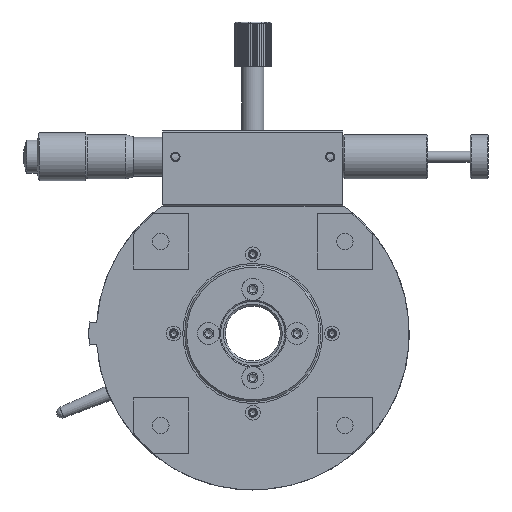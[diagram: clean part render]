
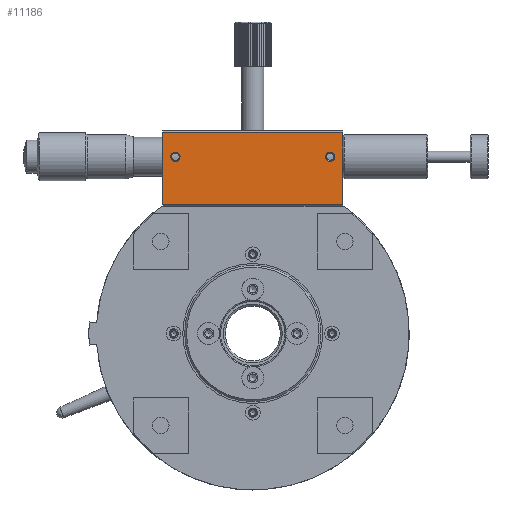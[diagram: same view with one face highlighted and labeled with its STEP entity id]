
A CAD part, front view. The second image highlights one B-rep face of the part: STEP entity #11186.
In plain terms, the highlighted planar face has unit normal (0, -1, 0).
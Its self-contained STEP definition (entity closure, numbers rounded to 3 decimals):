
#92 = CARTESIAN_POINT ( 'NONE',  ( 67., 0.5, 12. ) ) ;
#228 = VECTOR ( 'NONE', #3708, 1000. ) ;
#263 = ORIENTED_EDGE ( 'NONE', *, *, #4008, .F. ) ;
#293 = DIRECTION ( 'NONE',  ( 0., 0., -1. ) ) ;
#337 = EDGE_LOOP ( 'NONE', ( #9534 ) ) ;
#399 = VERTEX_POINT ( 'NONE', #92 ) ;
#999 = EDGE_LOOP ( 'NONE', ( #6820, #263, #12812, #2727 ) ) ;
#1002 = FACE_BOUND ( 'NONE', #3242, .T. ) ;
#1282 = VERTEX_POINT ( 'NONE', #6883 ) ;
#1799 = VECTOR ( 'NONE', #12624, 1000. ) ;
#2244 = DIRECTION ( 'NONE',  ( 0., 1., 0. ) ) ;
#2326 = CARTESIAN_POINT ( 'NONE',  ( 18., 0.5, -7.5 ) ) ;
#2438 = EDGE_CURVE ( 'NONE', #8867, #6264, #10466, .T. ) ;
#2452 = AXIS2_PLACEMENT_3D ( 'NONE', #2661, #13571, #4973 ) ;
#2534 = CARTESIAN_POINT ( 'NONE',  ( 67., 0.5, -7.5 ) ) ;
#2661 = CARTESIAN_POINT ( 'NONE',  ( 63.5, 0.5, 5.5 ) ) ;
#2727 = ORIENTED_EDGE ( 'NONE', *, *, #6822, .T. ) ;
#3242 = EDGE_LOOP ( 'NONE', ( #4118 ) ) ;
#3312 = VERTEX_POINT ( 'NONE', #10850 ) ;
#3529 = CARTESIAN_POINT ( 'NONE',  ( 18., 0.5, -4.5 ) ) ;
#3708 = DIRECTION ( 'NONE',  ( 1., 0., 0. ) ) ;
#3784 = LINE ( 'NONE', #8232, #228 ) ;
#4008 = EDGE_CURVE ( 'NONE', #399, #6264, #4255, .T. ) ;
#4118 = ORIENTED_EDGE ( 'NONE', *, *, #4251, .F. ) ;
#4251 = EDGE_CURVE ( 'NONE', #8356, #8356, #13812, .T. ) ;
#4255 = LINE ( 'NONE', #8492, #4511 ) ;
#4328 = FACE_BOUND ( 'NONE', #337, .T. ) ;
#4511 = VECTOR ( 'NONE', #5274, 1000. ) ;
#4973 = DIRECTION ( 'NONE',  ( 0., 0., -1. ) ) ;
#5274 = DIRECTION ( 'NONE',  ( 0., 0., -1. ) ) ;
#5284 = CARTESIAN_POINT ( 'NONE',  ( 63.5, 0.5, 4.25 ) ) ;
#5286 = CARTESIAN_POINT ( 'NONE',  ( 67., 0.5, -7.5 ) ) ;
#5381 = CIRCLE ( 'NONE', #13530, 1.25 ) ;
#6264 = VERTEX_POINT ( 'NONE', #5286 ) ;
#6504 = AXIS2_PLACEMENT_3D ( 'NONE', #7472, #2244, #11993 ) ;
#6697 = DIRECTION ( 'NONE',  ( 0., -1., 0. ) ) ;
#6820 = ORIENTED_EDGE ( 'NONE', *, *, #2438, .T. ) ;
#6822 = EDGE_CURVE ( 'NONE', #3312, #8867, #8193, .T. ) ;
#6883 = CARTESIAN_POINT ( 'NONE',  ( 21.5, 0.5, 4.25 ) ) ;
#7472 = CARTESIAN_POINT ( 'NONE',  ( 67., 0.5, 12. ) ) ;
#7769 = PLANE ( 'NONE',  #6504 ) ;
#8193 = LINE ( 'NONE', #3529, #1799 ) ;
#8232 = CARTESIAN_POINT ( 'NONE',  ( 67., 0.5, 12. ) ) ;
#8356 = VERTEX_POINT ( 'NONE', #5284 ) ;
#8492 = CARTESIAN_POINT ( 'NONE',  ( 67., 0.5, -4.5 ) ) ;
#8600 = EDGE_CURVE ( 'NONE', #3312, #399, #3784, .T. ) ;
#8867 = VERTEX_POINT ( 'NONE', #2326 ) ;
#9534 = ORIENTED_EDGE ( 'NONE', *, *, #13851, .F. ) ;
#9581 = VECTOR ( 'NONE', #11502, 1000. ) ;
#10466 = LINE ( 'NONE', #2534, #9581 ) ;
#10850 = CARTESIAN_POINT ( 'NONE',  ( 18., 0.5, 12. ) ) ;
#11186 = ADVANCED_FACE ( 'NONE', ( #13286, #4328, #1002 ), #7769, .F. ) ;
#11502 = DIRECTION ( 'NONE',  ( 1., 0., 0. ) ) ;
#11993 = DIRECTION ( 'NONE',  ( 0., 0., 1. ) ) ;
#12624 = DIRECTION ( 'NONE',  ( 0., 0., -1. ) ) ;
#12812 = ORIENTED_EDGE ( 'NONE', *, *, #8600, .F. ) ;
#13286 = FACE_OUTER_BOUND ( 'NONE', #999, .T. ) ;
#13313 = CARTESIAN_POINT ( 'NONE',  ( 21.5, 0.5, 5.5 ) ) ;
#13530 = AXIS2_PLACEMENT_3D ( 'NONE', #13313, #6697, #293 ) ;
#13571 = DIRECTION ( 'NONE',  ( 0., -1., 0. ) ) ;
#13812 = CIRCLE ( 'NONE', #2452, 1.25 ) ;
#13851 = EDGE_CURVE ( 'NONE', #1282, #1282, #5381, .T. ) ;
